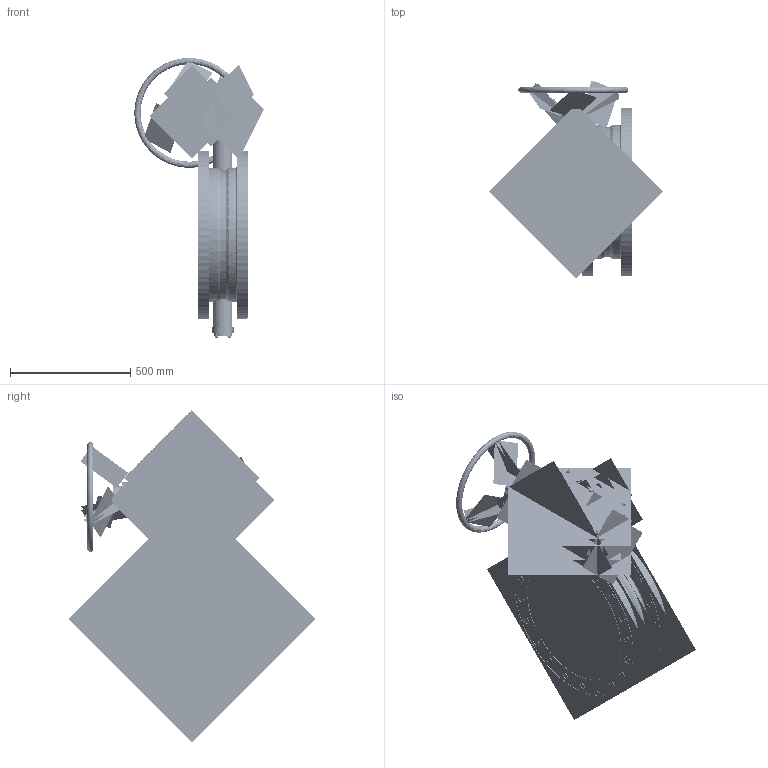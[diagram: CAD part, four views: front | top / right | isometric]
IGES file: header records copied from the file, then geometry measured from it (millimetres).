
Start section:  PTC IGES file: class_250ii_fl_x_fl-20-inch-han_asm.igs
Global section: file name: class_250ii_fl_x_fl-20-inch-han_asm.igs; native system: Creo Parametric by Parametric Technology Corporation; preprocessor: 2013050; author: HAPPY; organization: Unknown; date: 20161214.165147; units: inch
Bounding box: 723.59 x 1027.52 x 1383.08 mm (x, y, z)
Volume: 55803271.6 mm3; surface area: 22287976.1 mm2
Topology: 21 solids, 21 shells, 5144 faces, 28320 edges, 37049 vertices
Faces by surface type: revolution 4566, bspline 578
